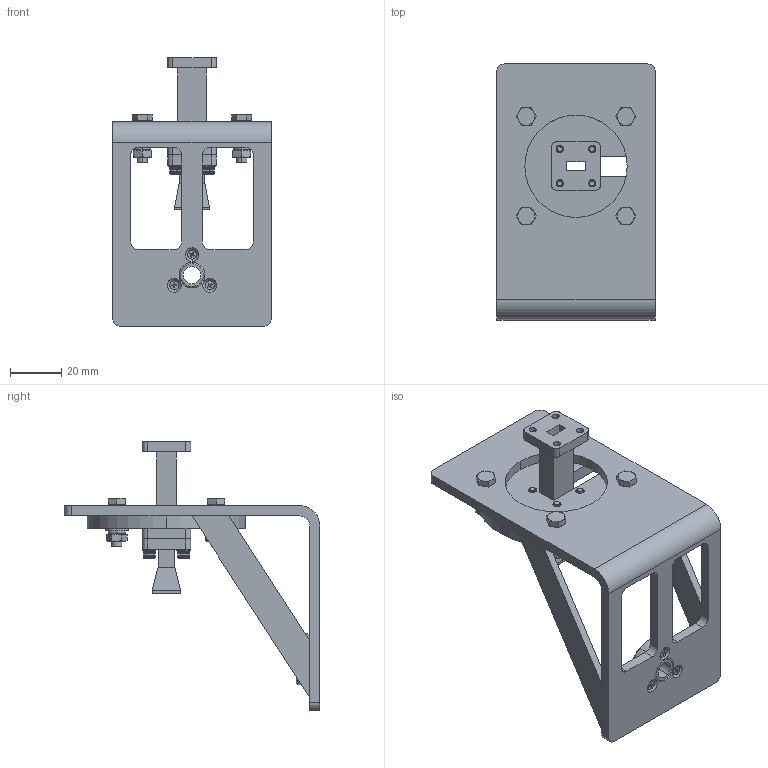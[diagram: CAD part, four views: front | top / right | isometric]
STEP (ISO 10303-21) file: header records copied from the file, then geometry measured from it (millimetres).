
FILE_DESCRIPTION (( 'STEP AP214' ), '1' );
FILE_NAME ('FM2WAN028-10_3D.step', '2024-07-17T23:31:54', ( '' ), ( '' ), 'SwSTEP 2.0', 'SolidWorks 2022', '' );
FILE_SCHEMA (( 'AUTOMOTIVE_DESIGN' ));
Length unit declared in the file: inch
Products named in the file (17): FMW28S001-1.5^FM2WAN028-10; FMWAN028-10^FM2WAN028-10; Copy of 908ÂÝÄ¸^FMWAN028-LMT_FM2WAN028-10; FMWAN028-LMT^FM2WAN028-10; Copy of spring lock washers--normal type gb_GB_FASTENER_WASHER_SW 4^FMWAN028-LMT_FM2WAN028-10; Copy of hex nuts, style 1-grades ab gb_GB_FASTENER_NUT_SNAB1 M4-N^FMWAN028-LMT_FM2WAN028-10; FM2WAN028-10_3D; FBP320^FMW28S001-1.5_FM2WAN028-10; Screw 4-40SH x 9_16^FM2WAN028-10; STDF RCTL^FMW28S001-1.5_FM2WAN028-10; Copy of Á¬½Ó·¨À¼^FMWAN028-LMT_FM2WAN028-10; Copy of ½î°å^FMWAN028-LMT_FM2WAN028-10; 4-LW^FM2WAN028-10; Copy of hexagon head bolts-full thread gb_GB_FASTENER_BOLT_STBAB A M4X16-N^FMWAN028-LMT_FM2WAN028-10; Copy of cross recessed countersunk head screws gb1_GB_CROSS_SCREWS_TYPE4 M2X8-6.8  H type-N^FMWAN028-LMT_FM2WAN028-10; Copy of plain washers-n series-grade a gb_GB_FASTENER_WASHER_PWNA 4^FMWAN028-LMT_FM2WAN028-10; Copy of Íä°å^FMWAN028-LMT_FM2WAN028-10
Assembly tree (37 placements, depth 3):
  FM2WAN028-10_3D
    FMWAN028-LMT^FM2WAN028-10
      Copy of Íä°å^FMWAN028-LMT_FM2WAN028-10
      Copy of 908ÂÝÄ¸^FMWAN028-LMT_FM2WAN028-10
      Copy of Á¬½Ó·¨À¼^FMWAN028-LMT_FM2WAN028-10
      Copy of ½î°å^FMWAN028-LMT_FM2WAN028-10  x2
      Copy of cross recessed countersunk head screws gb1_GB_CROSS_SCREWS_TYPE4 M2X8-6.8  H type-N^FMWAN028-LMT_FM2WAN028-10  x3
      Copy of hex nuts, style 1-grades ab gb_GB_FASTENER_NUT_SNAB1 M4-N^FMWAN028-LMT_FM2WAN028-10  x4
      Copy of spring lock washers--normal type gb_GB_FASTENER_WASHER_SW 4^FMWAN028-LMT_FM2WAN028-10  x4
      Copy of plain washers-n series-grade a gb_GB_FASTENER_WASHER_PWNA 4^FMWAN028-LMT_FM2WAN028-10  x4
      Copy of hexagon head bolts-full thread gb_GB_FASTENER_BOLT_STBAB A M4X16-N^FMWAN028-LMT_FM2WAN028-10  x4
    FMW28S001-1.5^FM2WAN028-10
      FBP320^FMW28S001-1.5_FM2WAN028-10  x2
      STDF RCTL^FMW28S001-1.5_FM2WAN028-10
    FMWAN028-10^FM2WAN028-10
    4-LW^FM2WAN028-10  x3
    Screw 4-40SH x 9_16^FM2WAN028-10  x4
Bounding box: 62 x 100 x 105 mm (x, y, z)
Volume: 59628.7 mm3; surface area: 42874.1 mm2
Topology: 35 solids, 35 shells, 2335 faces, 6525 edges, 4274 vertices
Faces by surface type: plane 885, cylinder 674, cone 452, torus 312, bspline 12
Entity records: 31192 total; most frequent: CARTESIAN_POINT 12696, ORIENTED_EDGE 3972, DIRECTION 3309, EDGE_CURVE 1986, VERTEX_POINT 1303, AXIS2_PLACEMENT_3D 1278, EDGE_LOOP 799, VECTOR 753
